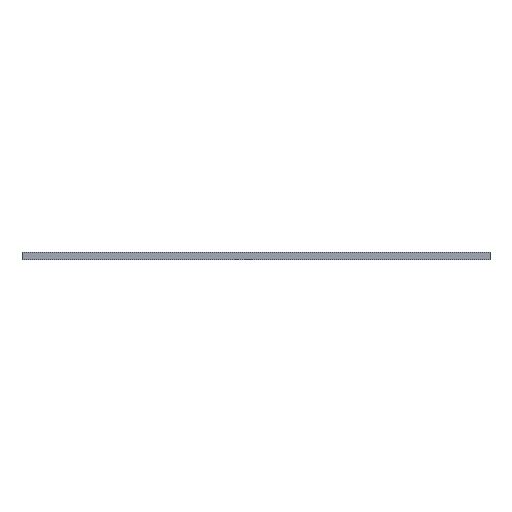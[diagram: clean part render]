
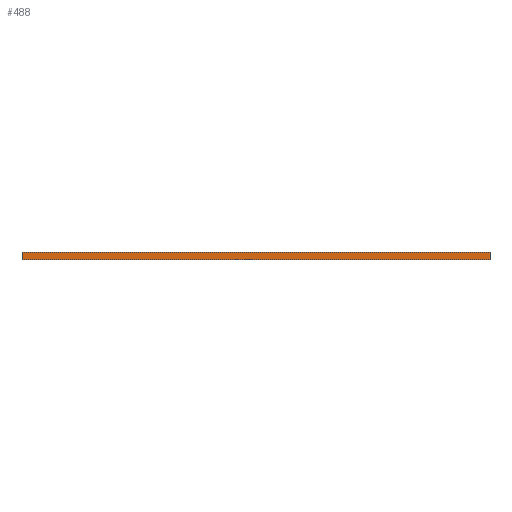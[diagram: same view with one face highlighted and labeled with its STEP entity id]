
A CAD part, front view. The second image highlights one B-rep face of the part: STEP entity #488.
In plain terms, the highlighted planar face has unit normal (0, -1, 0).
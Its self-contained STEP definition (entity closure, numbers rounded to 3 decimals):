
#2 = CARTESIAN_POINT ( 'NONE',  ( 92.5, -297., 3. ) ) ;
#67 = CARTESIAN_POINT ( 'NONE',  ( 92.5, -297., 0. ) ) ;
#77 = EDGE_CURVE ( 'NONE', #779, #695, #547, .T. ) ;
#79 = DIRECTION ( 'NONE',  ( 1., 0., 0. ) ) ;
#123 = VECTOR ( 'NONE', #79, 1000. ) ;
#129 = CARTESIAN_POINT ( 'NONE',  ( 92.5, -297., 0. ) ) ;
#157 = CARTESIAN_POINT ( 'NONE',  ( -92.5, -297., 3. ) ) ;
#164 = VERTEX_POINT ( 'NONE', #767 ) ;
#205 = VECTOR ( 'NONE', #421, 1000. ) ;
#252 = LINE ( 'NONE', #744, #205 ) ;
#267 = PLANE ( 'NONE',  #818 ) ;
#333 = EDGE_CURVE ( 'NONE', #164, #695, #459, .T. ) ;
#339 = VERTEX_POINT ( 'NONE', #157 ) ;
#345 = EDGE_LOOP ( 'NONE', ( #431, #540, #714, #725 ) ) ;
#347 = DIRECTION ( 'NONE',  ( 0., 0., 1. ) ) ;
#375 = DIRECTION ( 'NONE',  ( 0., 0., -1. ) ) ;
#421 = DIRECTION ( 'NONE',  ( 0., 0., -1. ) ) ;
#431 = ORIENTED_EDGE ( 'NONE', *, *, #333, .T. ) ;
#459 = LINE ( 'NONE', #67, #123 ) ;
#488 = ADVANCED_FACE ( 'NONE', ( #803 ), #267, .F. ) ;
#540 = ORIENTED_EDGE ( 'NONE', *, *, #77, .F. ) ;
#547 = LINE ( 'NONE', #764, #741 ) ;
#555 = DIRECTION ( 'NONE',  ( 1., 0., 0. ) ) ;
#559 = EDGE_CURVE ( 'NONE', #339, #164, #252, .T. ) ;
#619 = DIRECTION ( 'NONE',  ( 0., 1., 0. ) ) ;
#631 = VECTOR ( 'NONE', #555, 1000. ) ;
#682 = CARTESIAN_POINT ( 'NONE',  ( 92.5, -297., 3. ) ) ;
#695 = VERTEX_POINT ( 'NONE', #129 ) ;
#714 = ORIENTED_EDGE ( 'NONE', *, *, #726, .F. ) ;
#723 = CARTESIAN_POINT ( 'NONE',  ( 92.5, -297., 3. ) ) ;
#725 = ORIENTED_EDGE ( 'NONE', *, *, #559, .T. ) ;
#726 = EDGE_CURVE ( 'NONE', #339, #779, #739, .T. ) ;
#739 = LINE ( 'NONE', #2, #631 ) ;
#741 = VECTOR ( 'NONE', #375, 1000. ) ;
#744 = CARTESIAN_POINT ( 'NONE',  ( -92.5, -297., 3. ) ) ;
#764 = CARTESIAN_POINT ( 'NONE',  ( 92.5, -297., 3. ) ) ;
#767 = CARTESIAN_POINT ( 'NONE',  ( -92.5, -297., 0. ) ) ;
#779 = VERTEX_POINT ( 'NONE', #682 ) ;
#803 = FACE_OUTER_BOUND ( 'NONE', #345, .T. ) ;
#818 = AXIS2_PLACEMENT_3D ( 'NONE', #723, #619, #347 ) ;
